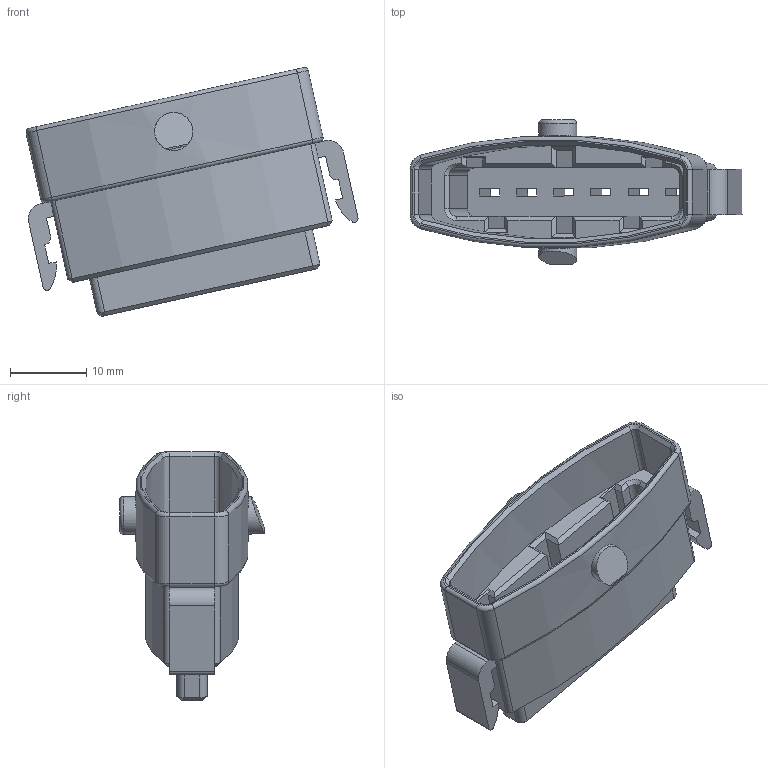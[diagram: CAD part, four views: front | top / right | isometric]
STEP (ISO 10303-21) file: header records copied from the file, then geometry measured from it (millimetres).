
FILE_DESCRIPTION(/* description */ (''),/* implementation_level */ '2;1');
FILE_NAME(/* name */ '7-3520_.stp',/* time_stamp */ '2016-06-02T11:45:42+02:00',/* author */ (''),/* organization */ (''),/* preprocessor_version */ 'ST-DEVELOPER v16.5',/* originating_system */ 'Autodesk Translation Framework v5.0.0.3310',/* authorisation */ '');
FILE_SCHEMA (('AUTOMOTIVE_DESIGN { 1 0 10303 214 3 1 1 }'));
Length unit declared in the file: centimetre
Products named in the file (1): 7-3520_
Bounding box: 43.67 x 19 x 32.74 mm (x, y, z)
Volume: 4276.8 mm3; surface area: 5502.4 mm2
Topology: 1 solids, 1 shells, 206 faces, 525 edges, 325 vertices
Faces by surface type: plane 132, cylinder 41, cone 20, torus 13
Full cylindrical faces by diameter (mm): 5 x2
Entity records: 6210 total; most frequent: CARTESIAN_POINT 1139, DIRECTION 1064, ORIENTED_EDGE 1038, EDGE_CURVE 519, LINE 374, VECTOR 374, AXIS2_PLACEMENT_3D 345, VERTEX_POINT 322
